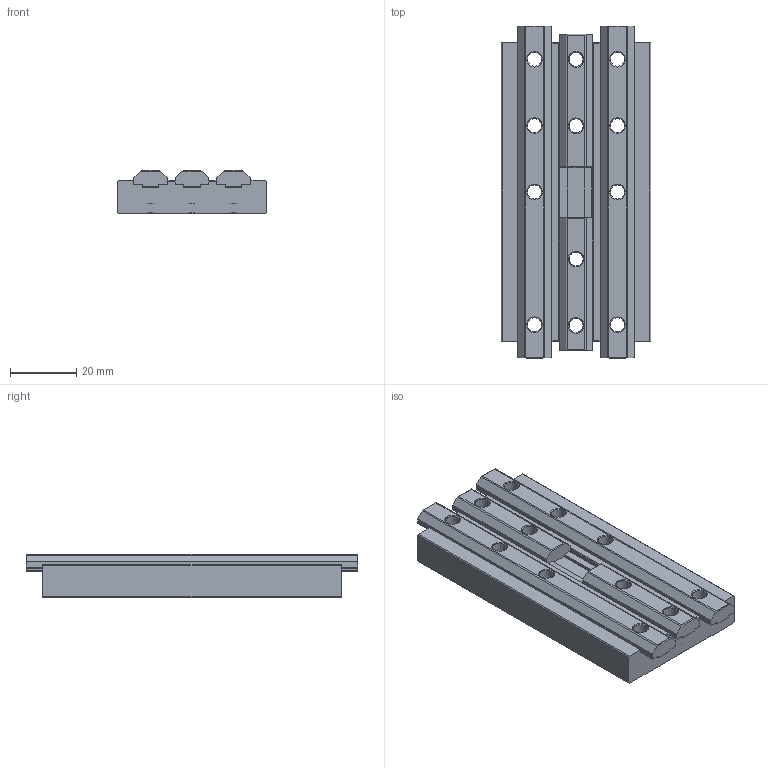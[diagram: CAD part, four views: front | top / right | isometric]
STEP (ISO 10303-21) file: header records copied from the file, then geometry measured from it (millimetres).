
FILE_DESCRIPTION(/* description */ ('','CAx-IF Rec.Pracs.---Representation and Presentation of Product Manufacturing Information (PMI)---4.0---2014-10-13'),/* implementation_level */ '2;1');
FILE_NAME(/* name */ 'Z-Y Rail Nut.step',/* time_stamp */ '2025-01-24T20:19:27-08:00',/* author */ (''),/* organization */ (''),/* preprocessor_version */ 'ST-DEVELOPER v20',/* originating_system */ 'Autodesk Translation Framework v13.20.0.188',/* authorisation */ '');
FILE_SCHEMA (('AP242_MANAGED_MODEL_BASED_3D_ENGINEERING_MIM_LF { 1 0 10303 442 1 1 4 }'));
Length unit declared in the file: millimetre
Products named in the file (4): Z-Y Rail Nut; Long Nut Insert; Short Nut Insert; Big Fixture Plate
Assembly tree (3 placements, depth 2):
  Z-Y Rail Nut
    Long Nut Insert
    Short Nut Insert
    Big Fixture Plate
Bounding box: 45 x 100 x 13 mm (x, y, z)
Volume: 43077.3 mm3; surface area: 21341.8 mm2
Topology: 5 solids, 5 shells, 259 faces, 729 edges, 462 vertices
Faces by surface type: plane 180, cone 39, cylinder 36, bspline 4
Full cylindrical faces by diameter (mm): 4.234 x12, 5 x12, 9.5 x12
Entity records: 8623 total; most frequent: CARTESIAN_POINT 1799, ORIENTED_EDGE 1458, DIRECTION 1356, EDGE_CURVE 729, LINE 504, VECTOR 504, VERTEX_POINT 462, AXIS2_PLACEMENT_3D 426
